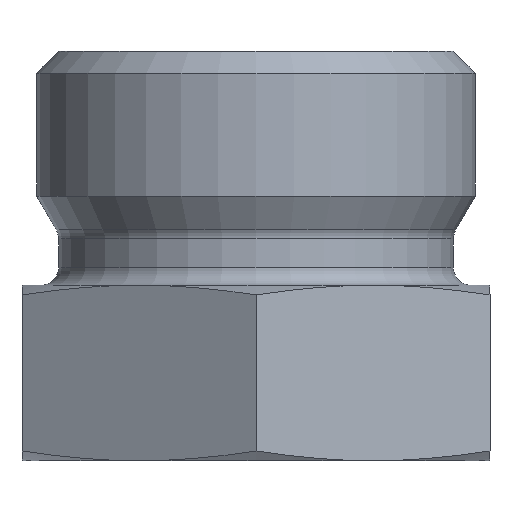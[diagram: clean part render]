
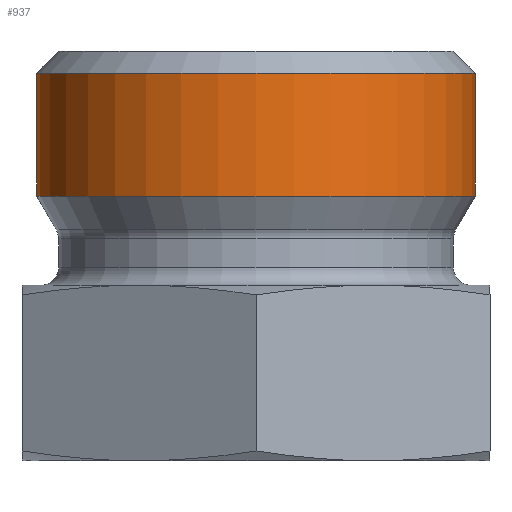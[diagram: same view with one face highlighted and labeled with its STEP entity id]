
A CAD part, front view. The second image highlights one B-rep face of the part: STEP entity #937.
In plain terms, the highlighted cylindrical face has radius 15 mm (diameter 30 mm), a full revolution.
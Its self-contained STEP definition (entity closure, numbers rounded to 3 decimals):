
#539=CARTESIAN_POINT('',(15.0,0.,18.098));
#540=VERTEX_POINT('',#539);
#541=CARTESIAN_POINT('',(0.0,0.0,18.098));
#542=DIRECTION('',(0.0,0.0,-1.0));
#543=DIRECTION('',(-1.0,0.0,0.0));
#544=AXIS2_PLACEMENT_3D('',#541,#542,#543);
#545=CIRCLE('',#544,15.0);
#546=EDGE_CURVE('',#540,#540,#545,.T.);
#918=CARTESIAN_POINT('',(0.0,0.0,28.));
#919=DIRECTION('',(0.0,0.0,-1.0));
#920=DIRECTION('',(-1.0,0.0,0.0));
#921=AXIS2_PLACEMENT_3D('',#918,#919,#920);
#922=CYLINDRICAL_SURFACE('',#921,15.0);
#923=CARTESIAN_POINT('',(15.0,0.,26.5));
#924=VERTEX_POINT('',#923);
#925=CARTESIAN_POINT('',(0.0,0.0,26.5));
#926=DIRECTION('',(0.0,0.0,1.0));
#927=DIRECTION('',(-1.0,0.0,0.0));
#928=AXIS2_PLACEMENT_3D('',#925,#926,#927);
#929=CIRCLE('',#928,15.0);
#930=EDGE_CURVE('',#924,#924,#929,.T.);
#931=ORIENTED_EDGE('',*,*,#930,.F.);
#932=EDGE_LOOP('',(#931));
#933=FACE_OUTER_BOUND('',#932,.T.);
#934=ORIENTED_EDGE('',*,*,#546,.F.);
#935=EDGE_LOOP('',(#934));
#936=FACE_BOUND('',#935,.T.);
#937=ADVANCED_FACE('',(#933,#936),#922,.T.);
